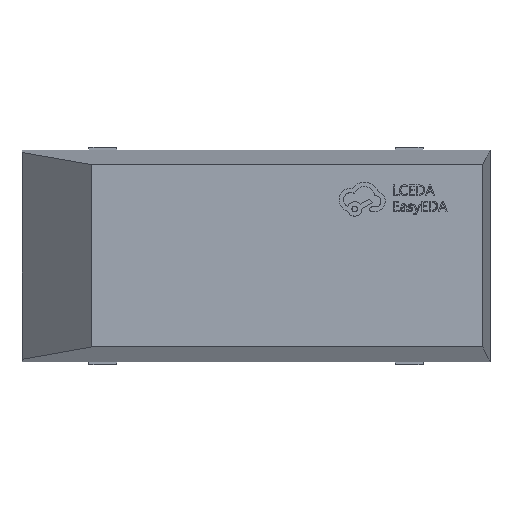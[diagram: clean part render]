
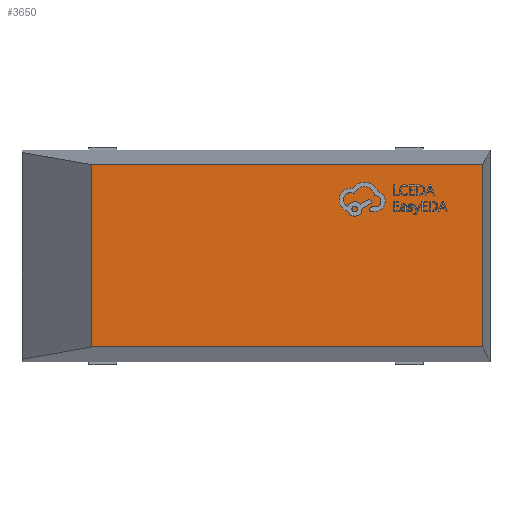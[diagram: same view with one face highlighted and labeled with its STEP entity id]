
A CAD part, top view. The second image highlights one B-rep face of the part: STEP entity #3650.
In plain terms, the highlighted planar face has unit normal (0, 0, 1).
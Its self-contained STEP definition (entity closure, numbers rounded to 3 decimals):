
#271 = CARTESIAN_POINT ( 'NONE',  ( 0., 0., 1.5 ) ) ;
#660 = VERTEX_POINT ( 'NONE', #7158 ) ;
#707 = VECTOR ( 'NONE', #2414, 1000. ) ;
#796 = VECTOR ( 'NONE', #5184, 1000. ) ;
#1646 = EDGE_LOOP ( 'NONE', ( #2421, #8931, #4784, #5436 ) ) ;
#2414 = DIRECTION ( 'NONE',  ( -1., 0., 0. ) ) ;
#2421 = ORIENTED_EDGE ( 'NONE', *, *, #3819, .T. ) ;
#3650 = ADVANCED_FACE ( 'NONE', ( #6453 ), #11501, .F. ) ;
#3819 = EDGE_CURVE ( 'NONE', #12289, #660, #6195, .T. ) ;
#4152 = VERTEX_POINT ( 'NONE', #10076 ) ;
#4784 = ORIENTED_EDGE ( 'NONE', *, *, #11836, .T. ) ;
#4802 = CARTESIAN_POINT ( 'NONE',  ( -4.2, 1.636, 1.5 ) ) ;
#5184 = DIRECTION ( 'NONE',  ( 0., 1., 0. ) ) ;
#5436 = ORIENTED_EDGE ( 'NONE', *, *, #12023, .T. ) ;
#6195 = LINE ( 'NONE', #4802, #707 ) ;
#6453 = FACE_OUTER_BOUND ( 'NONE', #1646, .T. ) ;
#6623 = DIRECTION ( 'NONE',  ( 0., 0., -1. ) ) ;
#6690 = DIRECTION ( 'NONE',  ( -1., 0., 0. ) ) ;
#7048 = DIRECTION ( 'NONE',  ( 0., -1., 0. ) ) ;
#7158 = CARTESIAN_POINT ( 'NONE',  ( -2.95, 1.636, 1.5 ) ) ;
#8297 = CARTESIAN_POINT ( 'NONE',  ( -2.95, -1.636, 1.5 ) ) ;
#8726 = VECTOR ( 'NONE', #12523, 1000. ) ;
#8809 = CARTESIAN_POINT ( 'NONE',  ( 4.069, -1.636, 1.5 ) ) ;
#8931 = ORIENTED_EDGE ( 'NONE', *, *, #13847, .T. ) ;
#9120 = CARTESIAN_POINT ( 'NONE',  ( 4.069, 1.636, 1.5 ) ) ;
#9176 = CARTESIAN_POINT ( 'NONE',  ( 4.069, -1.636, 1.5 ) ) ;
#10076 = CARTESIAN_POINT ( 'NONE',  ( -2.95, -1.636, 1.5 ) ) ;
#10144 = LINE ( 'NONE', #8809, #8726 ) ;
#10380 = VERTEX_POINT ( 'NONE', #9176 ) ;
#11501 = PLANE ( 'NONE',  #13644 ) ;
#11526 = LINE ( 'NONE', #14177, #796 ) ;
#11836 = EDGE_CURVE ( 'NONE', #4152, #10380, #10144, .T. ) ;
#12023 = EDGE_CURVE ( 'NONE', #10380, #12289, #11526, .T. ) ;
#12289 = VERTEX_POINT ( 'NONE', #9120 ) ;
#12523 = DIRECTION ( 'NONE',  ( 1., 0., 0. ) ) ;
#13623 = VECTOR ( 'NONE', #7048, 1000. ) ;
#13644 = AXIS2_PLACEMENT_3D ( 'NONE', #271, #6623, #6690 ) ;
#13847 = EDGE_CURVE ( 'NONE', #660, #4152, #14575, .T. ) ;
#14177 = CARTESIAN_POINT ( 'NONE',  ( 4.069, 1.9, 1.5 ) ) ;
#14575 = LINE ( 'NONE', #8297, #13623 ) ;
